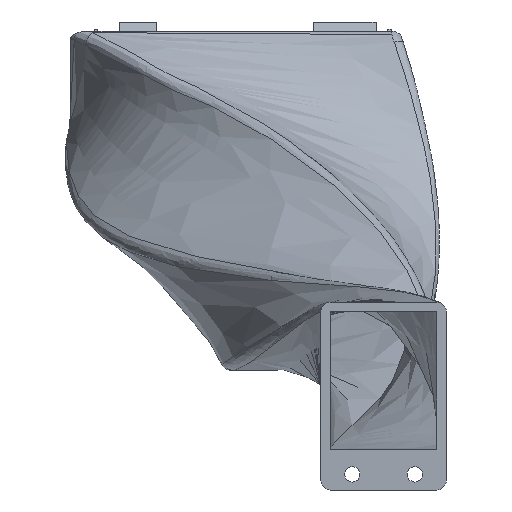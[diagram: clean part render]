
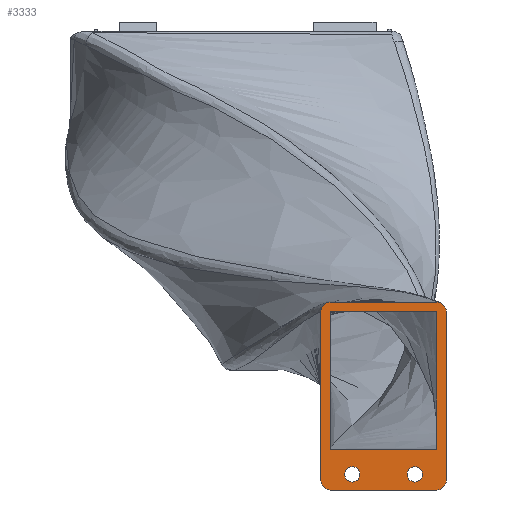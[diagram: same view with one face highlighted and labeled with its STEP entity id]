
A CAD part, front view. The second image highlights one B-rep face of the part: STEP entity #3333.
In plain terms, the highlighted planar face has unit normal (0, -1, 0).
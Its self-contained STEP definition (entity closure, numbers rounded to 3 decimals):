
#2=CARTESIAN_POINT('',(-30.,0.,5.));
#3=DIRECTION('',(0.,-1.,0.));
#4=DIRECTION('',(1.,0.,0.));
#5=AXIS2_PLACEMENT_3D('',#2,#3,#4);
#7=CARTESIAN_POINT('',(-30.,0.,5.));
#8=DIRECTION('',(0.,-1.,0.));
#9=DIRECTION('',(-1.,0.,0.));
#10=AXIS2_PLACEMENT_3D('',#7,#8,#9);
#12=CARTESIAN_POINT('',(-10.,0.,5.));
#13=DIRECTION('',(0.,-1.,0.));
#14=DIRECTION('',(1.,0.,0.));
#15=AXIS2_PLACEMENT_3D('',#12,#13,#14);
#17=CARTESIAN_POINT('',(-10.,0.,5.));
#18=DIRECTION('',(0.,-1.,0.));
#19=DIRECTION('',(-1.,0.,0.));
#20=AXIS2_PLACEMENT_3D('',#17,#18,#19);
#22=DIRECTION('',(0.,0.,-1.));
#23=VECTOR('',#22,44.);
#24=CARTESIAN_POINT('',(-37.,0.,57.));
#25=LINE('',#24,#23);
#26=DIRECTION('',(1.,0.,0.));
#27=VECTOR('',#26,34.);
#28=CARTESIAN_POINT('',(-37.,0.,13.));
#29=LINE('',#28,#27);
#30=DIRECTION('',(0.,0.,1.));
#31=VECTOR('',#30,44.);
#32=CARTESIAN_POINT('',(-3.,0.,13.));
#33=LINE('',#32,#31);
#34=DIRECTION('',(-1.,0.,0.));
#35=VECTOR('',#34,34.);
#36=CARTESIAN_POINT('',(-3.,0.,57.));
#37=LINE('',#36,#35);
#38=CARTESIAN_POINT('',(-3.,0.,57.));
#39=DIRECTION('',(0.,-1.,0.));
#40=DIRECTION('',(1.,0.,0.));
#41=AXIS2_PLACEMENT_3D('',#38,#39,#40);
#43=DIRECTION('',(0.,0.,-1.));
#44=VECTOR('',#43,54.);
#45=CARTESIAN_POINT('',(0.,0.,57.));
#46=LINE('',#45,#44);
#47=CARTESIAN_POINT('',(-3.,0.,3.));
#48=DIRECTION('',(0.,-1.,0.));
#49=DIRECTION('',(0.,0.,-1.));
#50=AXIS2_PLACEMENT_3D('',#47,#48,#49);
#52=DIRECTION('',(-1.,0.,0.));
#53=VECTOR('',#52,34.);
#54=CARTESIAN_POINT('',(-3.,0.,0.));
#55=LINE('',#54,#53);
#56=CARTESIAN_POINT('',(-37.,0.,3.));
#57=DIRECTION('',(0.,-1.,0.));
#58=DIRECTION('',(-1.,0.,0.));
#59=AXIS2_PLACEMENT_3D('',#56,#57,#58);
#61=DIRECTION('',(0.,0.,1.));
#62=VECTOR('',#61,54.);
#63=CARTESIAN_POINT('',(-40.,0.,3.));
#64=LINE('',#63,#62);
#65=CARTESIAN_POINT('',(-37.,0.,57.));
#66=DIRECTION('',(0.,-1.,0.));
#67=DIRECTION('',(0.,0.,1.));
#68=AXIS2_PLACEMENT_3D('',#65,#66,#67);
#70=DIRECTION('',(1.,0.,0.));
#71=VECTOR('',#70,34.);
#72=CARTESIAN_POINT('',(-37.,0.,60.));
#73=LINE('',#72,#71);
#2991=CARTESIAN_POINT('',(-27.55,0.,5.));
#2992=CARTESIAN_POINT('',(-32.45,0.,5.));
#2993=VERTEX_POINT('',#2991);
#2994=VERTEX_POINT('',#2992);
#2995=CARTESIAN_POINT('',(-7.55,0.,5.));
#2996=CARTESIAN_POINT('',(-12.45,0.,5.));
#2997=VERTEX_POINT('',#2995);
#2998=VERTEX_POINT('',#2996);
#3222=CARTESIAN_POINT('',(0.,0.,57.));
#3223=CARTESIAN_POINT('',(-3.,0.,60.));
#3224=VERTEX_POINT('',#3222);
#3225=VERTEX_POINT('',#3223);
#3234=CARTESIAN_POINT('',(-37.,0.,60.));
#3235=CARTESIAN_POINT('',(-40.,0.,57.));
#3236=VERTEX_POINT('',#3234);
#3237=VERTEX_POINT('',#3235);
#3250=CARTESIAN_POINT('',(-40.,0.,3.));
#3251=VERTEX_POINT('',#3250);
#3260=CARTESIAN_POINT('',(0.,0.,3.));
#3261=VERTEX_POINT('',#3260);
#3264=CARTESIAN_POINT('',(-37.,0.,57.));
#3265=CARTESIAN_POINT('',(-37.,0.,13.));
#3266=VERTEX_POINT('',#3264);
#3267=VERTEX_POINT('',#3265);
#3268=CARTESIAN_POINT('',(-3.,0.,13.));
#3269=VERTEX_POINT('',#3268);
#3270=CARTESIAN_POINT('',(-3.,0.,57.));
#3271=VERTEX_POINT('',#3270);
#3280=CARTESIAN_POINT('',(-3.,0.,0.));
#3281=VERTEX_POINT('',#3280);
#3284=CARTESIAN_POINT('',(-37.,0.,0.));
#3285=VERTEX_POINT('',#3284);
#3288=CARTESIAN_POINT('',(0.,0.,0.));
#3289=DIRECTION('',(0.,1.,0.));
#3290=DIRECTION('',(1.,0.,0.));
#3291=AXIS2_PLACEMENT_3D('',#3288,#3289,#3290);
#3292=PLANE('',#3291);
#3294=ORIENTED_EDGE('',*,*,#3293,.F.);
#3296=ORIENTED_EDGE('',*,*,#3295,.T.);
#3298=ORIENTED_EDGE('',*,*,#3297,.F.);
#3300=ORIENTED_EDGE('',*,*,#3299,.T.);
#3302=ORIENTED_EDGE('',*,*,#3301,.F.);
#3304=ORIENTED_EDGE('',*,*,#3303,.T.);
#3306=ORIENTED_EDGE('',*,*,#3305,.F.);
#3308=ORIENTED_EDGE('',*,*,#3307,.T.);
#3309=EDGE_LOOP('',(#3294,#3296,#3298,#3300,#3302,#3304,#3306,#3308));
#3310=FACE_OUTER_BOUND('',#3309,.F.);
#3312=ORIENTED_EDGE('',*,*,#3311,.T.);
#3314=ORIENTED_EDGE('',*,*,#3313,.T.);
#3315=EDGE_LOOP('',(#3312,#3314));
#3316=FACE_BOUND('',#3315,.F.);
#3318=ORIENTED_EDGE('',*,*,#3317,.T.);
#3320=ORIENTED_EDGE('',*,*,#3319,.T.);
#3322=ORIENTED_EDGE('',*,*,#3321,.T.);
#3324=ORIENTED_EDGE('',*,*,#3323,.T.);
#3325=EDGE_LOOP('',(#3318,#3320,#3322,#3324));
#3326=FACE_BOUND('',#3325,.F.);
#3328=ORIENTED_EDGE('',*,*,#3327,.T.);
#3330=ORIENTED_EDGE('',*,*,#3329,.T.);
#3331=EDGE_LOOP('',(#3328,#3330));
#3332=FACE_BOUND('',#3331,.F.);
#3333=ADVANCED_FACE('',(#3310,#3316,#3326,#3332),#3292,.F.);
#6=CIRCLE('',#5,2.45);
#11=CIRCLE('',#10,2.45);
#16=CIRCLE('',#15,2.45);
#21=CIRCLE('',#20,2.45);
#42=CIRCLE('',#41,3.);
#51=CIRCLE('',#50,3.);
#60=CIRCLE('',#59,3.);
#69=CIRCLE('',#68,3.);
#3293=EDGE_CURVE('',#3224,#3225,#42,.T.);
#3295=EDGE_CURVE('',#3224,#3261,#46,.T.);
#3297=EDGE_CURVE('',#3281,#3261,#51,.T.);
#3299=EDGE_CURVE('',#3281,#3285,#55,.T.);
#3301=EDGE_CURVE('',#3251,#3285,#60,.T.);
#3303=EDGE_CURVE('',#3251,#3237,#64,.T.);
#3305=EDGE_CURVE('',#3236,#3237,#69,.T.);
#3307=EDGE_CURVE('',#3236,#3225,#73,.T.);
#3311=EDGE_CURVE('',#2997,#2998,#16,.T.);
#3313=EDGE_CURVE('',#2998,#2997,#21,.T.);
#3317=EDGE_CURVE('',#3266,#3267,#25,.T.);
#3319=EDGE_CURVE('',#3267,#3269,#29,.T.);
#3321=EDGE_CURVE('',#3269,#3271,#33,.T.);
#3323=EDGE_CURVE('',#3271,#3266,#37,.T.);
#3327=EDGE_CURVE('',#2993,#2994,#6,.T.);
#3329=EDGE_CURVE('',#2994,#2993,#11,.T.);
